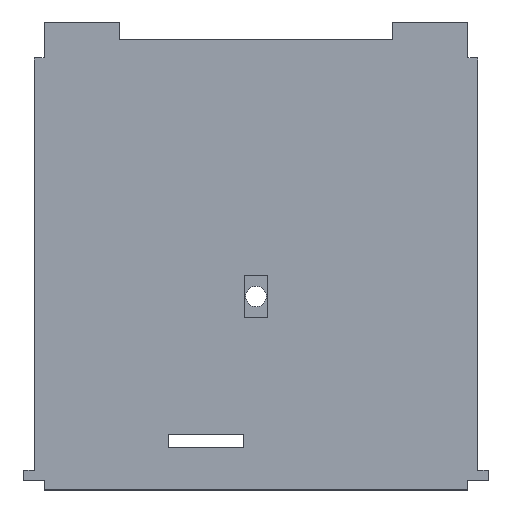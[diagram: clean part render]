
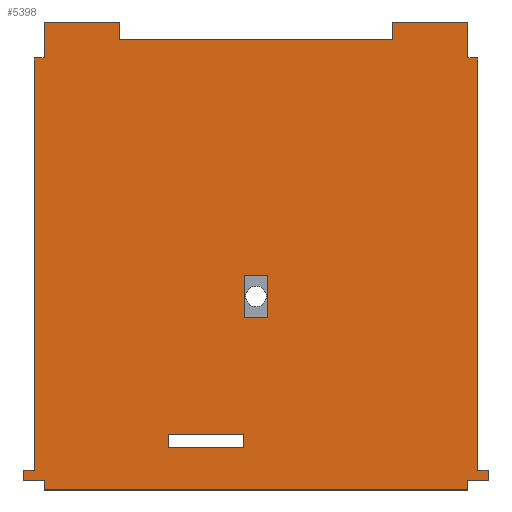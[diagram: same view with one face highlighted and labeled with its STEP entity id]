
A CAD part, top view. The second image highlights one B-rep face of the part: STEP entity #5398.
In plain terms, the highlighted planar face has unit normal (0, 0, 1).
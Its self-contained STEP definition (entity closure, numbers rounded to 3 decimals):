
#100=FACE_BOUND('',#741,.T.);
#101=FACE_BOUND('',#742,.T.);
#453=FACE_OUTER_BOUND('',#740,.T.);
#740=EDGE_LOOP('',(#4702,#4703,#4704,#4705,#4706,#4707,#4708,#4709,#4710,
#4711,#4712,#4713,#4714,#4715,#4716,#4717,#4718,#4719,#4720,#4721));
#741=EDGE_LOOP('',(#4722,#4723,#4724,#4725));
#742=EDGE_LOOP('',(#4726,#4727,#4728,#4729));
#790=LINE('',#7278,#1440);
#794=LINE('',#7286,#1444);
#797=LINE('',#7292,#1447);
#800=LINE('',#7297,#1450);
#802=LINE('',#7302,#1452);
#806=LINE('',#7310,#1456);
#809=LINE('',#7316,#1459);
#812=LINE('',#7321,#1462);
#906=LINE('',#7720,#1556);
#919=LINE('',#7747,#1569);
#1090=LINE('',#8066,#1740);
#1094=LINE('',#8072,#1744);
#1096=LINE('',#8077,#1746);
#1099=LINE('',#8083,#1749);
#1104=LINE('',#8094,#1754);
#1107=LINE('',#8100,#1757);
#1116=LINE('',#8119,#1766);
#1186=LINE('',#8297,#1836);
#1189=LINE('',#8302,#1839);
#1190=LINE('',#8305,#1840);
#1194=LINE('',#8315,#1844);
#1274=LINE('',#8459,#1924);
#1278=LINE('',#8465,#1928);
#1281=LINE('',#8471,#1931);
#1287=LINE('',#8483,#1937);
#1348=LINE('',#8643,#1998);
#1351=LINE('',#8650,#2001);
#1353=LINE('',#8654,#2003);
#1440=VECTOR('',#5848,10.);
#1444=VECTOR('',#5854,10.);
#1447=VECTOR('',#5859,10.);
#1450=VECTOR('',#5864,10.);
#1452=VECTOR('',#5868,10.);
#1456=VECTOR('',#5874,10.);
#1459=VECTOR('',#5879,10.);
#1462=VECTOR('',#5884,10.);
#1556=VECTOR('',#6216,1000.);
#1569=VECTOR('',#6231,1000.);
#1740=VECTOR('',#6458,1000.);
#1744=VECTOR('',#6464,1000.);
#1746=VECTOR('',#6468,1000.);
#1749=VECTOR('',#6473,1000.);
#1754=VECTOR('',#6484,1000.);
#1757=VECTOR('',#6487,1000.);
#1766=VECTOR('',#6508,1000.);
#1836=VECTOR('',#6720,1000.);
#1839=VECTOR('',#6727,1000.);
#1840=VECTOR('',#6732,1000.);
#1844=VECTOR('',#6738,1000.);
#1924=VECTOR('',#6864,1000.);
#1928=VECTOR('',#6870,1000.);
#1931=VECTOR('',#6875,1000.);
#1937=VECTOR('',#6891,1000.);
#1998=VECTOR('',#7086,1000.);
#2001=VECTOR('',#7095,1000.);
#2003=VECTOR('',#7101,1000.);
#2090=VERTEX_POINT('',#7276);
#2091=VERTEX_POINT('',#7277);
#2094=VERTEX_POINT('',#7285);
#2096=VERTEX_POINT('',#7291);
#2098=VERTEX_POINT('',#7300);
#2099=VERTEX_POINT('',#7301);
#2102=VERTEX_POINT('',#7309);
#2104=VERTEX_POINT('',#7315);
#2274=VERTEX_POINT('',#7717);
#2275=VERTEX_POINT('',#7719);
#2287=VERTEX_POINT('',#7744);
#2288=VERTEX_POINT('',#7746);
#2406=VERTEX_POINT('',#8062);
#2408=VERTEX_POINT('',#8065);
#2411=VERTEX_POINT('',#8076);
#2412=VERTEX_POINT('',#8080);
#2416=VERTEX_POINT('',#8092);
#2418=VERTEX_POINT('',#8097);
#2419=VERTEX_POINT('',#8099);
#2423=VERTEX_POINT('',#8117);
#2458=VERTEX_POINT('',#8291);
#2464=VERTEX_POINT('',#8312);
#2465=VERTEX_POINT('',#8314);
#2504=VERTEX_POINT('',#8455);
#2506=VERTEX_POINT('',#8458);
#2508=VERTEX_POINT('',#8467);
#2510=VERTEX_POINT('',#8481);
#2541=VERTEX_POINT('',#8640);
#2608=EDGE_CURVE('',#2090,#2091,#790,.T.);
#2612=EDGE_CURVE('',#2091,#2094,#794,.T.);
#2615=EDGE_CURVE('',#2094,#2096,#797,.T.);
#2618=EDGE_CURVE('',#2096,#2090,#800,.T.);
#2620=EDGE_CURVE('',#2098,#2099,#802,.T.);
#2624=EDGE_CURVE('',#2102,#2098,#806,.T.);
#2627=EDGE_CURVE('',#2104,#2102,#809,.T.);
#2630=EDGE_CURVE('',#2099,#2104,#812,.T.);
#2807=EDGE_CURVE('',#2275,#2274,#906,.T.);
#2820=EDGE_CURVE('',#2288,#2287,#919,.T.);
#2996=EDGE_CURVE('',#2408,#2406,#1090,.T.);
#3000=EDGE_CURVE('',#2406,#2288,#1094,.T.);
#3002=EDGE_CURVE('',#2411,#2275,#1096,.T.);
#3005=EDGE_CURVE('',#2287,#2412,#1099,.T.);
#3011=EDGE_CURVE('',#2274,#2416,#1104,.T.);
#3014=EDGE_CURVE('',#2419,#2418,#1107,.T.);
#3024=EDGE_CURVE('',#2412,#2423,#1116,.T.);
#3104=EDGE_CURVE('',#2458,#2408,#1186,.T.);
#3107=EDGE_CURVE('',#2416,#2458,#1189,.T.);
#3108=EDGE_CURVE('',#2418,#2411,#1190,.T.);
#3112=EDGE_CURVE('',#2465,#2464,#1194,.T.);
#3197=EDGE_CURVE('',#2506,#2504,#1274,.T.);
#3201=EDGE_CURVE('',#2464,#2506,#1278,.T.);
#3204=EDGE_CURVE('',#2508,#2465,#1281,.T.);
#3210=EDGE_CURVE('',#2510,#2508,#1287,.T.);
#3280=EDGE_CURVE('',#2504,#2541,#1348,.T.);
#3284=EDGE_CURVE('',#2541,#2419,#1351,.T.);
#3286=EDGE_CURVE('',#2510,#2423,#1353,.T.);
#4702=ORIENTED_EDGE('',*,*,#3286,.F.);
#4703=ORIENTED_EDGE('',*,*,#3210,.T.);
#4704=ORIENTED_EDGE('',*,*,#3204,.T.);
#4705=ORIENTED_EDGE('',*,*,#3112,.T.);
#4706=ORIENTED_EDGE('',*,*,#3201,.T.);
#4707=ORIENTED_EDGE('',*,*,#3197,.T.);
#4708=ORIENTED_EDGE('',*,*,#3280,.T.);
#4709=ORIENTED_EDGE('',*,*,#3284,.T.);
#4710=ORIENTED_EDGE('',*,*,#3014,.T.);
#4711=ORIENTED_EDGE('',*,*,#3108,.T.);
#4712=ORIENTED_EDGE('',*,*,#3002,.T.);
#4713=ORIENTED_EDGE('',*,*,#2807,.T.);
#4714=ORIENTED_EDGE('',*,*,#3011,.T.);
#4715=ORIENTED_EDGE('',*,*,#3107,.T.);
#4716=ORIENTED_EDGE('',*,*,#3104,.T.);
#4717=ORIENTED_EDGE('',*,*,#2996,.T.);
#4718=ORIENTED_EDGE('',*,*,#3000,.T.);
#4719=ORIENTED_EDGE('',*,*,#2820,.T.);
#4720=ORIENTED_EDGE('',*,*,#3005,.T.);
#4721=ORIENTED_EDGE('',*,*,#3024,.T.);
#4722=ORIENTED_EDGE('',*,*,#2615,.T.);
#4723=ORIENTED_EDGE('',*,*,#2618,.T.);
#4724=ORIENTED_EDGE('',*,*,#2608,.T.);
#4725=ORIENTED_EDGE('',*,*,#2612,.T.);
#4726=ORIENTED_EDGE('',*,*,#2620,.T.);
#4727=ORIENTED_EDGE('',*,*,#2630,.T.);
#4728=ORIENTED_EDGE('',*,*,#2627,.T.);
#4729=ORIENTED_EDGE('',*,*,#2624,.T.);
#5131=PLANE('',#5800);
#5398=ADVANCED_FACE('',(#453,#100,#101),#5131,.F.);
#5800=AXIS2_PLACEMENT_3D('',#8653,#7099,#7100);
#5848=DIRECTION('',(0.,-1.,0.));
#5854=DIRECTION('',(-1.,0.,0.));
#5859=DIRECTION('',(0.,1.,0.));
#5864=DIRECTION('',(1.,0.,0.));
#5868=DIRECTION('',(-1.,0.,0.));
#5874=DIRECTION('',(0.,-1.,0.));
#5879=DIRECTION('',(1.,0.,0.));
#5884=DIRECTION('',(0.,1.,0.));
#6216=DIRECTION('',(0.,1.,0.));
#6231=DIRECTION('',(0.,1.,0.));
#6458=DIRECTION('',(0.,1.,0.));
#6464=DIRECTION('',(-1.,0.,0.));
#6468=DIRECTION('',(1.,0.,0.));
#6473=DIRECTION('',(-1.,0.,0.));
#6484=DIRECTION('',(1.,0.,0.));
#6487=DIRECTION('',(1.,0.,0.));
#6508=DIRECTION('',(0.,-1.,0.));
#6720=DIRECTION('',(-1.,0.,0.));
#6727=DIRECTION('',(0.,1.,0.));
#6732=DIRECTION('',(0.,-1.,0.));
#6738=DIRECTION('',(0.,-1.,0.));
#6864=DIRECTION('',(0.,-1.,0.));
#6870=DIRECTION('',(-1.,0.,0.));
#6875=DIRECTION('',(-1.,0.,0.));
#6891=DIRECTION('',(0.,1.,0.));
#7086=DIRECTION('',(-1.,0.,0.));
#7095=DIRECTION('',(0.,-1.,0.));
#7099=DIRECTION('center_axis',(0.,0.,-1.));
#7100=DIRECTION('ref_axis',(-1.,0.,0.));
#7101=DIRECTION('',(1.,0.,0.));
#7276=CARTESIAN_POINT('',(-71.564,17.058,5.6));
#7277=CARTESIAN_POINT('',(-71.564,12.942,5.6));
#7278=CARTESIAN_POINT('',(-71.564,6.471,5.6));
#7285=CARTESIAN_POINT('',(-94.564,12.942,5.6));
#7286=CARTESIAN_POINT('',(-47.282,12.942,5.6));
#7291=CARTESIAN_POINT('',(-94.564,17.058,5.6));
#7292=CARTESIAN_POINT('',(-94.564,8.529,5.6));
#7297=CARTESIAN_POINT('',(-35.782,17.058,5.6));
#7300=CARTESIAN_POINT('',(-64.15,52.632,5.6));
#7301=CARTESIAN_POINT('',(-71.35,52.632,5.6));
#7302=CARTESIAN_POINT('',(-32.075,52.632,5.6));
#7309=CARTESIAN_POINT('',(-64.15,65.691,5.6));
#7310=CARTESIAN_POINT('',(-64.15,32.845,5.6));
#7315=CARTESIAN_POINT('',(-71.35,65.691,5.6));
#7316=CARTESIAN_POINT('',(-35.675,65.691,5.6));
#7321=CARTESIAN_POINT('',(-71.35,26.316,5.6));
#7717=CARTESIAN_POINT('',(-3.,3.,5.6));
#7719=CARTESIAN_POINT('',(-3.,0.,5.6));
#7720=CARTESIAN_POINT('',(-3.,3.,5.6));
#7744=CARTESIAN_POINT('',(-3.,143.,5.6));
#7746=CARTESIAN_POINT('',(-3.,132.,5.6));
#7747=CARTESIAN_POINT('',(-3.,143.,5.6));
#8062=CARTESIAN_POINT('',(0.,132.,5.6));
#8065=CARTESIAN_POINT('',(0.,6.,5.6));
#8066=CARTESIAN_POINT('',(0.,132.,5.6));
#8072=CARTESIAN_POINT('',(-3.,132.,5.6));
#8076=CARTESIAN_POINT('',(-132.5,0.,5.6));
#8077=CARTESIAN_POINT('',(-3.,0.,5.6));
#8080=CARTESIAN_POINT('',(-26.,143.,5.6));
#8083=CARTESIAN_POINT('',(-26.,143.,5.6));
#8092=CARTESIAN_POINT('',(3.2,3.,5.6));
#8094=CARTESIAN_POINT('',(3.2,3.,5.6));
#8097=CARTESIAN_POINT('',(-132.5,3.,5.6));
#8099=CARTESIAN_POINT('',(-138.7,3.,5.6));
#8100=CARTESIAN_POINT('',(-138.7,3.,5.6));
#8117=CARTESIAN_POINT('',(-26.,137.5,5.6));
#8119=CARTESIAN_POINT('',(-26.,139.,5.6));
#8291=CARTESIAN_POINT('',(3.2,6.,5.6));
#8297=CARTESIAN_POINT('',(0.,6.,5.6));
#8302=CARTESIAN_POINT('',(3.2,6.,5.6));
#8305=CARTESIAN_POINT('',(-132.5,0.,5.6));
#8312=CARTESIAN_POINT('',(-132.5,132.,5.6));
#8314=CARTESIAN_POINT('',(-132.5,143.,5.6));
#8315=CARTESIAN_POINT('',(-132.5,132.,5.6));
#8455=CARTESIAN_POINT('',(-135.5,6.,5.6));
#8458=CARTESIAN_POINT('',(-135.5,132.,5.6));
#8459=CARTESIAN_POINT('',(-135.5,6.,5.6));
#8465=CARTESIAN_POINT('',(-135.5,132.,5.6));
#8467=CARTESIAN_POINT('',(-109.5,143.,5.6));
#8471=CARTESIAN_POINT('',(-132.5,143.,5.6));
#8481=CARTESIAN_POINT('',(-109.5,137.5,5.6));
#8483=CARTESIAN_POINT('',(-109.5,143.,5.6));
#8640=CARTESIAN_POINT('',(-138.7,6.,5.6));
#8643=CARTESIAN_POINT('',(-135.5,6.,5.6));
#8650=CARTESIAN_POINT('',(-138.7,6.,5.6));
#8653=CARTESIAN_POINT('Origin',(0.,0.,5.6));
#8654=CARTESIAN_POINT('',(-109.5,137.5,5.6));
